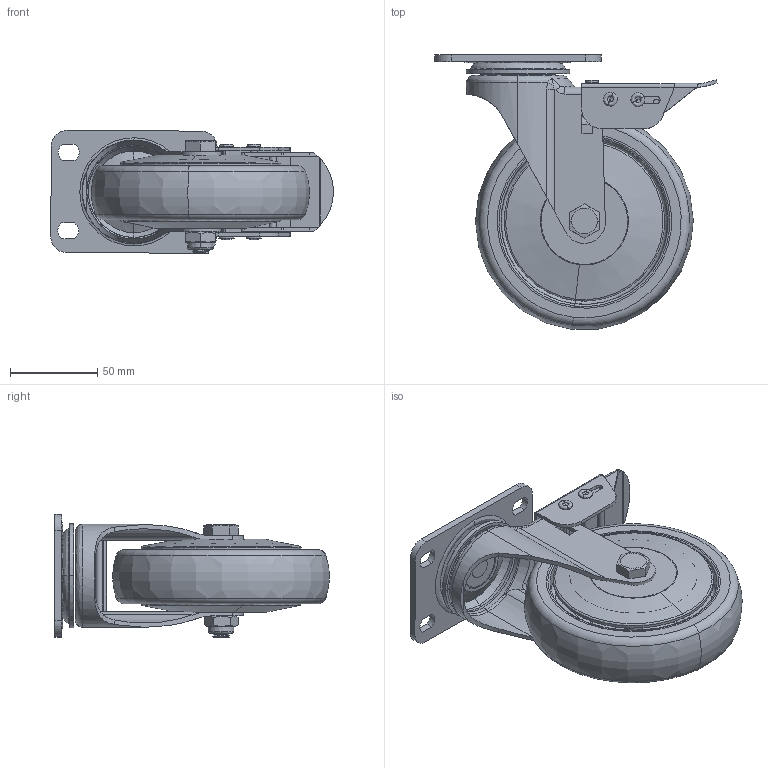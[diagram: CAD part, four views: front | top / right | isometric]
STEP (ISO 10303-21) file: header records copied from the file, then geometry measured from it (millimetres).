
FILE_DESCRIPTION (( 'STEP AP203' ), '1' );
FILE_NAME ('11390500174013.STEP', '2025-04-17T07:55:14', ( '20241006' ), ( '' ), 'SwSTEP 2.0', 'SolidWorks 2021', '' );
FILE_SCHEMA (( 'CONFIG_CONTROL_DESIGN' ));
Length unit declared in the file: millimetre
Products named in the file (17): 11390500174013; 345_________1__A_O^5''''''''''''''''39_____________p_x____A_O_5''''''''''''''''39_____________p__________________.STEP.STEP.STEP; 39_________T___2__A_O^5''''''''''''''''39_____________p_x____A_O_5''''''''''''''''39_____________p__________________.STEP.STEP.STEP; _L___1__A_O^5''''''''''''''''39_____________p_x____A_O_5''''''''''''''''39_____________p__________________.STEP.STEP.STEP; 514___m_w10.2__A_O^39____5____________.STEP.STEP; 39_________P_3__A_O^5''''''''''''''''39_____________p_x____A_O_5''''''''''''''''39_____________p__________________.STEP.STEP.STEP; _______T___1__A_O^5''''''''''''''''39_____________p_x____A_O_5''''''''''''''''39_____________p__________________.STEP.STEP.STEP; 39____5____________.STEP.STEP; 5''''''''''''''''PPR__(______)^39____5____________.STEP.STEP; _____T___1__A_O^5''''''''''''''''39_____________p_x____A_O_5''''''''''''''''39_____________p__________________.STEP.STEP.STEP; 5''''''''''''''''39_____________p_x____A_O^5''''''''''''''''39_____________p__________________.STEP.STEP.STEP; M10_2__A_O^5''''''''''''''''39_____________p__________________.STEP.STEP.STEP; 5____A_O^5''''''''''''''''39_____________p_x____A_O_5''''''''''''''''39_____________p__________________.STEP.STEP.STEP; 514___m_w10.2__A_O^39____5____________.STEP-0.STEP; 50__________A_O^5''''''''''''''''39_____________p__________________.STEP.STEP.STEP; 39_________1__A_O(2)^5''''''''''''''''39_____________p_x____A_O_5''''''''''''''''39_____________p__________________.STEP.STEP.STEP; 3456_______________1__A_O^5''''''''''''''''39_____________p_x____A_O_5''''''''''''''''39_____________p__________________.STEP.STEP.STEP
Assembly tree (18 placements, depth 3):
  11390500174013
    5''''''''''''''''39_____________p_x____A_O^5''''''''''''''''39_____________p__________________.STEP.STEP.STEP
      5____A_O^5''''''''''''''''39_____________p_x____A_O_5''''''''''''''''39_____________p__________________.STEP.STEP.STEP
      39_________P_3__A_O^5''''''''''''''''39_____________p_x____A_O_5''''''''''''''''39_____________p__________________.STEP.STEP.STEP
      39_________T___2__A_O^5''''''''''''''''39_____________p_x____A_O_5''''''''''''''''39_____________p__________________.STEP.STEP.STEP
      39_________1__A_O(2)^5''''''''''''''''39_____________p_x____A_O_5''''''''''''''''39_____________p__________________.STEP.STEP.STEP
      3456_______________1__A_O^5''''''''''''''''39_____________p_x____A_O_5''''''''''''''''39_____________p__________________.STEP.STEP.STEP
      345_________1__A_O^5''''''''''''''''39_____________p_x____A_O_5''''''''''''''''39_____________p__________________.STEP.STEP.STEP
      _______T___1__A_O^5''''''''''''''''39_____________p_x____A_O_5''''''''''''''''39_____________p__________________.STEP.STEP.STEP  x2
      _____T___1__A_O^5''''''''''''''''39_____________p_x____A_O_5''''''''''''''''39_____________p__________________.STEP.STEP.STEP  x2
      _L___1__A_O^5''''''''''''''''39_____________p_x____A_O_5''''''''''''''''39_____________p__________________.STEP.STEP.STEP
    39____5____________.STEP.STEP
      514___m_w10.2__A_O^39____5____________.STEP.STEP
      5''''''''''''''''PPR__(______)^39____5____________.STEP.STEP
      514___m_w10.2__A_O^39____5____________.STEP-0.STEP
    M10_2__A_O^5''''''''''''''''39_____________p__________________.STEP.STEP.STEP
    50__________A_O^5''''''''''''''''39_____________p__________________.STEP.STEP.STEP
Bounding box: 161.85 x 157.3 x 70.55 mm (x, y, z)
Volume: 257718.6 mm3; surface area: 127142.3 mm2
Topology: 16 solids, 16 shells, 447 faces, 1061 edges, 662 vertices
Faces by surface type: cylinder 162, plane 127, bspline 85, cone 59, torus 14
Entity records: 18584 total; most frequent: CARTESIAN_POINT 7077, DIRECTION 2059, ORIENTED_EDGE 2008, EDGE_CURVE 1004, AXIS2_PLACEMENT_3D 829, VERTEX_POINT 631, EDGE_LOOP 489, CIRCLE 460
